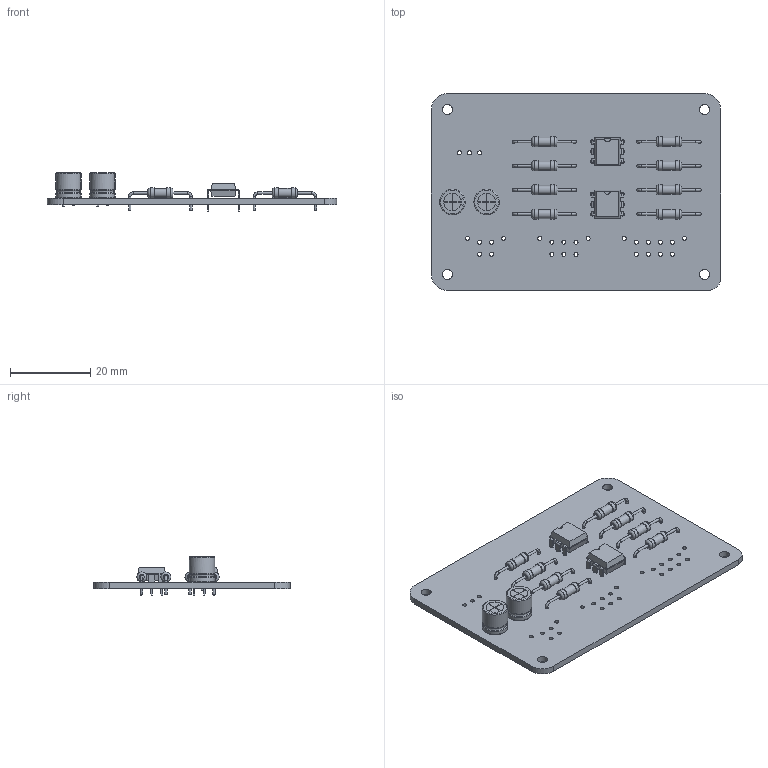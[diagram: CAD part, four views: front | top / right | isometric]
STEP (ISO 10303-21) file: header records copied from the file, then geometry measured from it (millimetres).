
FILE_DESCRIPTION(('KiCad electronic assembly'),'2;1');
FILE_NAME('extruder_controll.step','2021-12-07T14:29:07',('An Author'),( 'A Company'),'Open CASCADE STEP processor 7.5', 'KiCad to STEP converter','Unknown');
FILE_SCHEMA(('AUTOMOTIVE_DESIGN { 1 0 10303 214 1 1 1 1 }'));
Length unit declared in the file: millimetre
Products named in the file (8): Open CASCADE STEP translator 7.5 1; DIP-6_W7.62mm; SOLID; R_Axial_DIN0207_L6.3mm_D2.5mm_P15.24mm_Horizontal; CP_Radial_D6.3mm_P2.50mm; COMPOUND
Assembly tree (16 placements, depth 3):
  Open CASCADE STEP translator 7.5 1
    DIP-6_W7.62mm  x2
      SOLID
    R_Axial_DIN0207_L6.3mm_D2.5mm_P15.24mm_Horizontal  x8
      SOLID
    CP_Radial_D6.3mm_P2.50mm  x2
      SOLID
    COMPOUND
Bounding box: 72 x 49 x 9.6 mm (x, y, z)
Volume: 6439.9 mm3; surface area: 9212.4 mm2
Topology: 13 solids, 15 shells, 529 faces, 1243 edges, 782 vertices
Faces by surface type: plane 266, cylinder 175, bspline 44, torus 36, revolution 8
Full cylindrical faces by diameter (mm): 0.5 x4, 0.6 x32, 0.8 x32, 1 x27, 2.25 x8, 2.5 x20
Entity records: 19410 total; most frequent: CARTESIAN_POINT 4624, DIRECTION 2529, LINE 1409, VECTOR 1409, ORIENTED_EDGE 1294, PCURVE 1294, DEFINITIONAL_REPRESENTATION 1294, EDGE_CURVE 647
